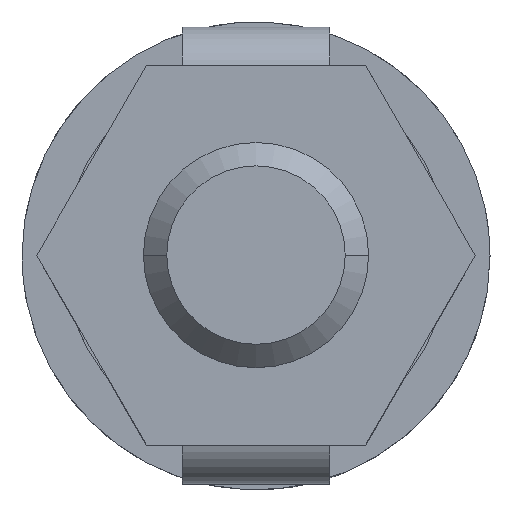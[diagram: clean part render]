
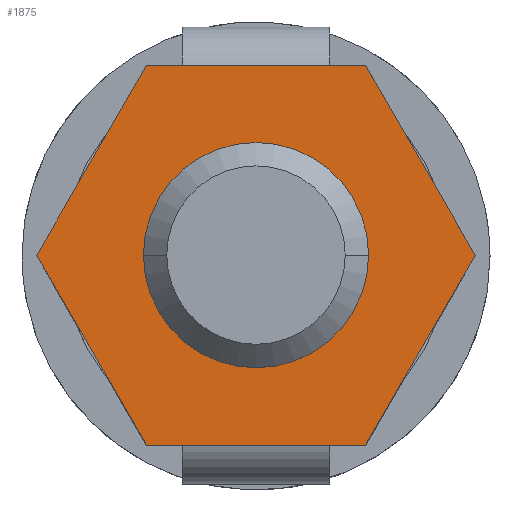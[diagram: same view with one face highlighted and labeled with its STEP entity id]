
A CAD part, top view. The second image highlights one B-rep face of the part: STEP entity #1875.
In plain terms, the highlighted planar face has unit normal (0, 0, 1).
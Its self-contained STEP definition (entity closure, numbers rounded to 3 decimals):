
#478=AXIS2_PLACEMENT_3D('Circle Axis2P3D',#476,#477,$) ;
#532=AXIS2_PLACEMENT_3D('Circle Axis2P3D',#530,#531,$) ;
#1861=AXIS2_PLACEMENT_3D('Plane Axis2P3D',#1858,#1859,#1860) ;
#459=CARTESIAN_POINT('Vertex',(15.7,10.6,46.961)) ;
#473=CARTESIAN_POINT('Vertex',(5.5,10.6,46.961)) ;
#476=CARTESIAN_POINT('Axis2P3D Location',(10.6,10.6,46.961)) ;
#530=CARTESIAN_POINT('Axis2P3D Location',(10.6,10.6,46.961)) ;
#1713=CARTESIAN_POINT('Line Origine',(3.152,6.3,46.961)) ;
#1717=CARTESIAN_POINT('Vertex',(5.635,2.,46.961)) ;
#1719=CARTESIAN_POINT('Vertex',(0.67,10.6,46.961)) ;
#1745=CARTESIAN_POINT('Line Origine',(3.152,14.9,46.961)) ;
#1749=CARTESIAN_POINT('Vertex',(5.635,19.2,46.961)) ;
#1770=CARTESIAN_POINT('Line Origine',(10.6,19.2,46.961)) ;
#1774=CARTESIAN_POINT('Vertex',(15.565,19.2,46.961)) ;
#1795=CARTESIAN_POINT('Line Origine',(18.048,14.9,46.961)) ;
#1799=CARTESIAN_POINT('Vertex',(20.53,10.6,46.961)) ;
#1820=CARTESIAN_POINT('Line Origine',(18.048,6.3,46.961)) ;
#1824=CARTESIAN_POINT('Vertex',(15.565,2.,46.961)) ;
#1845=CARTESIAN_POINT('Line Origine',(10.6,2.,46.961)) ;
#1858=CARTESIAN_POINT('Axis2P3D Location',(10.6,10.6,46.961)) ;
#477=DIRECTION('Axis2P3D Direction',(0.,0.,-1.)) ;
#531=DIRECTION('Axis2P3D Direction',(0.,0.,-1.)) ;
#1714=DIRECTION('Vector Direction',(-0.5,0.866,0.)) ;
#1746=DIRECTION('Vector Direction',(0.5,0.866,0.)) ;
#1771=DIRECTION('Vector Direction',(1.,0.,0.)) ;
#1796=DIRECTION('Vector Direction',(0.5,-0.866,0.)) ;
#1821=DIRECTION('Vector Direction',(-0.5,-0.866,0.)) ;
#1846=DIRECTION('Vector Direction',(-1.,0.,0.)) ;
#1859=DIRECTION('Axis2P3D Direction',(0.,0.,-1.)) ;
#1860=DIRECTION('Axis2P3D XDirection',(-0.866,-0.5,0.)) ;
#1715=VECTOR('Line Direction',#1714,1.) ;
#1747=VECTOR('Line Direction',#1746,1.) ;
#1772=VECTOR('Line Direction',#1771,1.) ;
#1797=VECTOR('Line Direction',#1796,1.) ;
#1822=VECTOR('Line Direction',#1821,1.) ;
#1847=VECTOR('Line Direction',#1846,1.) ;
#1864=ORIENTED_EDGE('',*,*,#1801,.F.) ;
#1865=ORIENTED_EDGE('',*,*,#1776,.F.) ;
#1866=ORIENTED_EDGE('',*,*,#1751,.F.) ;
#1867=ORIENTED_EDGE('',*,*,#1721,.F.) ;
#1868=ORIENTED_EDGE('',*,*,#1849,.F.) ;
#1869=ORIENTED_EDGE('',*,*,#1826,.F.) ;
#1872=ORIENTED_EDGE('',*,*,#534,.T.) ;
#1873=ORIENTED_EDGE('',*,*,#480,.T.) ;
#1874=FACE_BOUND('',#1871,.T.) ;
#1875=ADVANCED_FACE('Hauptk\X2\00F6\X0\rper',(#1870,#1874),#1862,.F.) ;
#479=CIRCLE('generated circle',#478,5.1) ;
#533=CIRCLE('generated circle',#532,5.1) ;
#480=EDGE_CURVE('',#460,#474,#479,.T.) ;
#534=EDGE_CURVE('',#474,#460,#533,.T.) ;
#1721=EDGE_CURVE('',#1718,#1720,#1716,.T.) ;
#1751=EDGE_CURVE('',#1720,#1750,#1748,.T.) ;
#1776=EDGE_CURVE('',#1750,#1775,#1773,.T.) ;
#1801=EDGE_CURVE('',#1775,#1800,#1798,.T.) ;
#1826=EDGE_CURVE('',#1800,#1825,#1823,.T.) ;
#1849=EDGE_CURVE('',#1825,#1718,#1848,.T.) ;
#1863=EDGE_LOOP('',(#1864,#1865,#1866,#1867,#1868,#1869)) ;
#1871=EDGE_LOOP('',(#1872,#1873)) ;
#1870=FACE_OUTER_BOUND('',#1863,.T.) ;
#1716=LINE('Line',#1713,#1715) ;
#1748=LINE('Line',#1745,#1747) ;
#1773=LINE('Line',#1770,#1772) ;
#1798=LINE('Line',#1795,#1797) ;
#1823=LINE('Line',#1820,#1822) ;
#1848=LINE('Line',#1845,#1847) ;
#1862=PLANE('',#1861) ;
#460=VERTEX_POINT('',#459) ;
#474=VERTEX_POINT('',#473) ;
#1718=VERTEX_POINT('',#1717) ;
#1720=VERTEX_POINT('',#1719) ;
#1750=VERTEX_POINT('',#1749) ;
#1775=VERTEX_POINT('',#1774) ;
#1800=VERTEX_POINT('',#1799) ;
#1825=VERTEX_POINT('',#1824) ;
